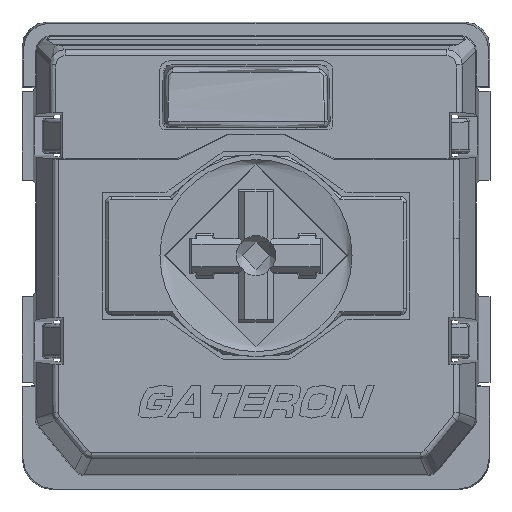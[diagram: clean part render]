
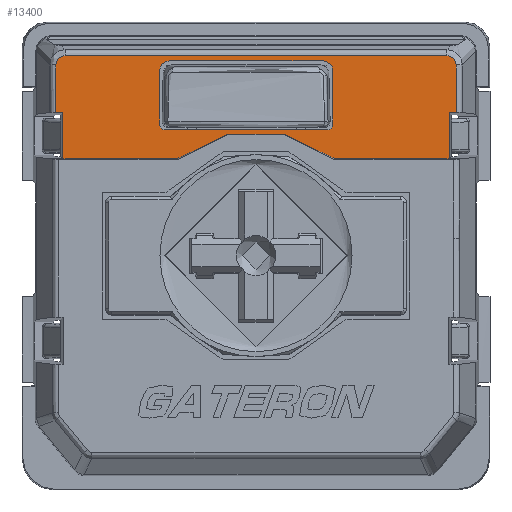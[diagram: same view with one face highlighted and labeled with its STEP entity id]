
A CAD part, top view. The second image highlights one B-rep face of the part: STEP entity #13400.
In plain terms, the highlighted planar face has unit normal (0, 0, 1).
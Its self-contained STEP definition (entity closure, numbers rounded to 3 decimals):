
#212=ELLIPSE('',#14237,0.321,0.3);
#213=ELLIPSE('',#14239,0.321,0.3);
#214=ELLIPSE('',#14240,0.15,0.15);
#215=ELLIPSE('',#14241,0.15,0.15);
#216=ELLIPSE('',#14242,0.3,0.3);
#217=ELLIPSE('',#14243,0.3,0.3);
#699=FACE_BOUND('',#1581,.T.);
#831=FACE_OUTER_BOUND('',#1580,.T.);
#1580=EDGE_LOOP('',(#9478,#9479,#9480,#9481,#9482,#9483,#9484,#9485,#9486,
#9487,#9488,#9489));
#1581=EDGE_LOOP('',(#9490,#9491,#9492,#9493,#9494,#9495,#9496,#9497));
#2596=LINE('',#19515,#4084);
#2608=LINE('',#19540,#4096);
#2624=LINE('',#19581,#4112);
#2625=LINE('',#19584,#4113);
#2626=LINE('',#19585,#4114);
#2627=LINE('',#19587,#4115);
#2628=LINE('',#19590,#4116);
#2629=LINE('',#19591,#4117);
#2630=LINE('',#19593,#4118);
#2631=LINE('',#19599,#4119);
#2632=LINE('',#19603,#4120);
#2633=LINE('',#19607,#4121);
#2634=LINE('',#19610,#4122);
#4084=VECTOR('',#15743,1.);
#4096=VECTOR('',#15759,1.);
#4112=VECTOR('',#15797,10.);
#4113=VECTOR('',#15800,1.);
#4114=VECTOR('',#15801,1.);
#4115=VECTOR('',#15802,1.);
#4116=VECTOR('',#15805,1.);
#4117=VECTOR('',#15806,1.);
#4118=VECTOR('',#15807,1.);
#4119=VECTOR('',#15812,1.);
#4120=VECTOR('',#15815,1.);
#4121=VECTOR('',#15818,1.);
#4122=VECTOR('',#15821,1.);
#5254=CIRCLE('',#14238,3.9);
#5730=VERTEX_POINT('',#19503);
#5735=VERTEX_POINT('',#19513);
#5740=VERTEX_POINT('',#19525);
#5745=VERTEX_POINT('',#19537);
#5746=VERTEX_POINT('',#19539);
#5747=VERTEX_POINT('',#19543);
#5759=VERTEX_POINT('',#19579);
#5760=VERTEX_POINT('',#19580);
#5761=VERTEX_POINT('',#19582);
#5762=VERTEX_POINT('',#19586);
#5763=VERTEX_POINT('',#19588);
#5764=VERTEX_POINT('',#19592);
#5765=VERTEX_POINT('',#19595);
#5766=VERTEX_POINT('',#19596);
#5767=VERTEX_POINT('',#19598);
#5768=VERTEX_POINT('',#19600);
#5769=VERTEX_POINT('',#19602);
#5770=VERTEX_POINT('',#19604);
#5771=VERTEX_POINT('',#19606);
#5772=VERTEX_POINT('',#19608);
#7154=EDGE_CURVE('',#5730,#5735,#2596,.T.);
#7166=EDGE_CURVE('',#5746,#5745,#2608,.T.);
#7187=EDGE_CURVE('',#5759,#5760,#2624,.T.);
#7188=EDGE_CURVE('',#5760,#5761,#212,.T.);
#7189=EDGE_CURVE('',#5761,#5746,#2625,.T.);
#7190=EDGE_CURVE('',#5745,#5747,#2626,.T.);
#7191=EDGE_CURVE('',#5747,#5762,#2627,.T.);
#7192=EDGE_CURVE('',#5763,#5762,#5254,.T.);
#7193=EDGE_CURVE('',#5740,#5763,#2628,.T.);
#7194=EDGE_CURVE('',#5740,#5730,#2629,.T.);
#7195=EDGE_CURVE('',#5735,#5764,#2630,.T.);
#7196=EDGE_CURVE('',#5764,#5759,#213,.T.);
#7197=EDGE_CURVE('',#5765,#5766,#214,.T.);
#7198=EDGE_CURVE('',#5766,#5767,#2631,.T.);
#7199=EDGE_CURVE('',#5767,#5768,#215,.T.);
#7200=EDGE_CURVE('',#5768,#5769,#2632,.T.);
#7201=EDGE_CURVE('',#5769,#5770,#216,.T.);
#7202=EDGE_CURVE('',#5770,#5771,#2633,.T.);
#7203=EDGE_CURVE('',#5771,#5772,#217,.T.);
#7204=EDGE_CURVE('',#5772,#5765,#2634,.T.);
#9478=ORIENTED_EDGE('',*,*,#7187,.T.);
#9479=ORIENTED_EDGE('',*,*,#7188,.T.);
#9480=ORIENTED_EDGE('',*,*,#7189,.T.);
#9481=ORIENTED_EDGE('',*,*,#7166,.T.);
#9482=ORIENTED_EDGE('',*,*,#7190,.T.);
#9483=ORIENTED_EDGE('',*,*,#7191,.T.);
#9484=ORIENTED_EDGE('',*,*,#7192,.F.);
#9485=ORIENTED_EDGE('',*,*,#7193,.F.);
#9486=ORIENTED_EDGE('',*,*,#7194,.T.);
#9487=ORIENTED_EDGE('',*,*,#7154,.T.);
#9488=ORIENTED_EDGE('',*,*,#7195,.T.);
#9489=ORIENTED_EDGE('',*,*,#7196,.T.);
#9490=ORIENTED_EDGE('',*,*,#7197,.T.);
#9491=ORIENTED_EDGE('',*,*,#7198,.T.);
#9492=ORIENTED_EDGE('',*,*,#7199,.T.);
#9493=ORIENTED_EDGE('',*,*,#7200,.T.);
#9494=ORIENTED_EDGE('',*,*,#7201,.T.);
#9495=ORIENTED_EDGE('',*,*,#7202,.T.);
#9496=ORIENTED_EDGE('',*,*,#7203,.T.);
#9497=ORIENTED_EDGE('',*,*,#7204,.T.);
#12901=PLANE('',#14236);
#13400=ADVANCED_FACE('',(#831,#699),#12901,.F.);
#14236=AXIS2_PLACEMENT_3D('',#19578,#15795,#15796);
#14237=AXIS2_PLACEMENT_3D('',#19583,#15798,#15799);
#14238=AXIS2_PLACEMENT_3D('',#19589,#15803,#15804);
#14239=AXIS2_PLACEMENT_3D('',#19594,#15808,#15809);
#14240=AXIS2_PLACEMENT_3D('',#19597,#15810,#15811);
#14241=AXIS2_PLACEMENT_3D('',#19601,#15813,#15814);
#14242=AXIS2_PLACEMENT_3D('',#19605,#15816,#15817);
#14243=AXIS2_PLACEMENT_3D('',#19609,#15819,#15820);
#15743=DIRECTION('',(1.,0.,0.));
#15759=DIRECTION('',(1.,0.,0.));
#15795=DIRECTION('center_axis',(0.,0.,-1.));
#15796=DIRECTION('ref_axis',(0.,-1.,0.));
#15797=DIRECTION('',(-1.,0.,0.));
#15798=DIRECTION('center_axis',(0.,0.,1.));
#15799=DIRECTION('ref_axis',(0.707,-0.707,0.));
#15800=DIRECTION('',(0.,-1.,0.));
#15801=DIRECTION('',(0.,-1.,0.));
#15802=DIRECTION('',(1.,0.,0.));
#15803=DIRECTION('center_axis',(0.,0.,1.));
#15804=DIRECTION('ref_axis',(0.66,0.751,0.));
#15805=DIRECTION('',(-1.,0.,0.));
#15806=DIRECTION('',(0.,1.,0.));
#15807=DIRECTION('',(0.,1.,0.));
#15808=DIRECTION('center_axis',(0.,0.,1.));
#15809=DIRECTION('ref_axis',(0.707,0.707,0.));
#15810=DIRECTION('center_axis',(0.,0.,-1.));
#15811=DIRECTION('ref_axis',(0.707,-0.707,0.));
#15812=DIRECTION('',(-1.,0.,0.));
#15813=DIRECTION('center_axis',(0.,0.,-1.));
#15814=DIRECTION('ref_axis',(0.707,0.707,0.));
#15815=DIRECTION('',(0.,1.,0.));
#15816=DIRECTION('center_axis',(0.,0.,-1.));
#15817=DIRECTION('ref_axis',(0.707,-0.707,0.));
#15818=DIRECTION('',(1.,0.,0.));
#15819=DIRECTION('center_axis',(0.,0.,-1.));
#15820=DIRECTION('ref_axis',(-0.707,-0.707,0.));
#15821=DIRECTION('',(0.,-1.,0.));
#19503=CARTESIAN_POINT('',(6.021,4.479,9.25));
#19513=CARTESIAN_POINT('',(6.243,4.479,9.25));
#19515=CARTESIAN_POINT('',(6.021,4.479,9.25));
#19525=CARTESIAN_POINT('',(6.021,3.021,9.25));
#19537=CARTESIAN_POINT('',(-6.021,4.479,9.25));
#19539=CARTESIAN_POINT('',(-6.243,4.479,9.25));
#19540=CARTESIAN_POINT('',(-6.396,4.479,9.25));
#19543=CARTESIAN_POINT('',(-6.021,3.021,9.25));
#19578=CARTESIAN_POINT('Origin',(0.,0.6,9.25));
#19579=CARTESIAN_POINT('',(5.954,6.243,9.25));
#19580=CARTESIAN_POINT('',(-5.954,6.243,9.25));
#19581=CARTESIAN_POINT('',(5.954,6.243,9.25));
#19582=CARTESIAN_POINT('',(-6.243,5.954,9.25));
#19583=CARTESIAN_POINT('Origin',(-5.933,5.933,9.25));
#19584=CARTESIAN_POINT('',(-6.243,4.479,9.25));
#19585=CARTESIAN_POINT('',(-6.021,4.479,9.25));
#19586=CARTESIAN_POINT('',(-2.466,3.021,9.25));
#19587=CARTESIAN_POINT('',(0.,3.021,9.25));
#19588=CARTESIAN_POINT('',(2.466,3.021,9.25));
#19589=CARTESIAN_POINT('Origin',(0.,0.,9.25));
#19590=CARTESIAN_POINT('',(0.,3.021,9.25));
#19591=CARTESIAN_POINT('',(6.021,3.021,9.25));
#19592=CARTESIAN_POINT('',(6.243,5.954,9.25));
#19593=CARTESIAN_POINT('',(6.243,5.914,9.25));
#19594=CARTESIAN_POINT('Origin',(5.933,5.933,9.25));
#19595=CARTESIAN_POINT('',(2.396,4.08,9.25));
#19596=CARTESIAN_POINT('',(2.246,3.93,9.25));
#19597=CARTESIAN_POINT('Origin',(2.246,4.08,9.25));
#19598=CARTESIAN_POINT('',(-2.856,3.93,9.25));
#19599=CARTESIAN_POINT('',(0.,3.93,9.25));
#19600=CARTESIAN_POINT('',(-3.006,4.08,9.25));
#19601=CARTESIAN_POINT('Origin',(-2.856,4.08,9.25));
#19602=CARTESIAN_POINT('',(-3.006,5.78,9.25));
#19603=CARTESIAN_POINT('',(-3.006,0.6,9.25));
#19604=CARTESIAN_POINT('',(-2.706,6.08,9.25));
#19605=CARTESIAN_POINT('Origin',(-2.706,5.779,9.25));
#19606=CARTESIAN_POINT('',(2.096,6.08,9.25));
#19607=CARTESIAN_POINT('',(0.,6.08,9.25));
#19608=CARTESIAN_POINT('',(2.396,5.78,9.25));
#19609=CARTESIAN_POINT('Origin',(2.096,5.779,9.25));
#19610=CARTESIAN_POINT('',(2.396,0.6,9.25));
